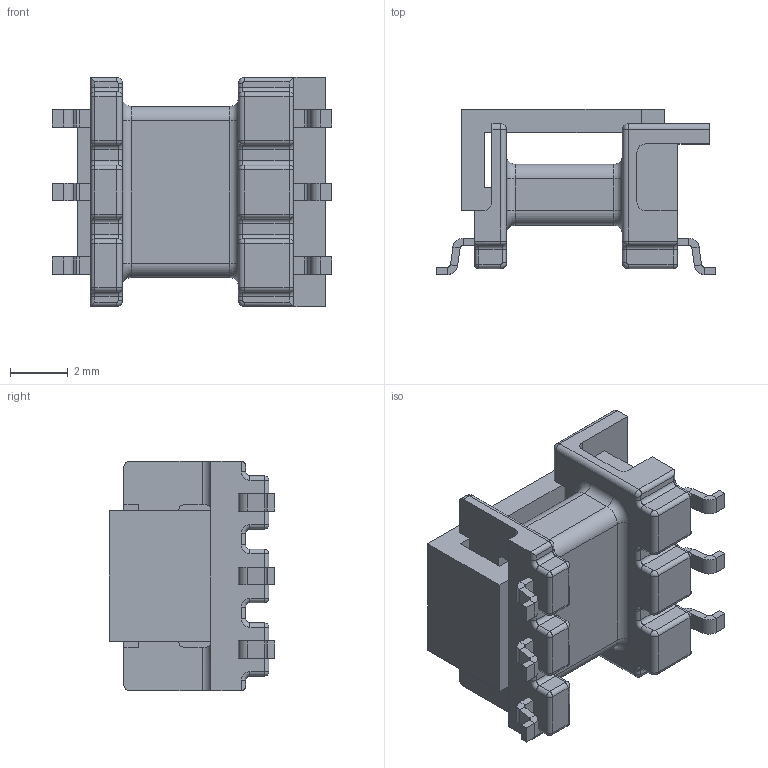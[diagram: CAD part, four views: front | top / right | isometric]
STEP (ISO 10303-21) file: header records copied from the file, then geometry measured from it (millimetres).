
FILE_DESCRIPTION (( 'STEP AP214' ), '1' );
FILE_NAME ('PMT9085NL.STEP', '2021-04-01T00:40:47', ( '' ), ( '' ), 'SwSTEP 2.0', 'SolidWorks 2015', '' );
FILE_SCHEMA (( 'AUTOMOTIVE_DESIGN' ));
Length unit declared in the file: millimetre
Products named in the file (5): Box2; 042-06076.001; PMT9085NL; PMT9085; Box2_2
Assembly tree (4 placements, depth 3):
  PMT9085NL
    042-06076.001
    PMT9085
      Box2
      Box2_2
Bounding box: 9.65 x 5.7 x 7.9 mm (x, y, z)
Volume: 169 mm3; surface area: 594.2 mm2
Topology: 10 solids, 10 shells, 448 faces, 1022 edges, 584 vertices
Faces by surface type: plane 240, cylinder 144, torus 48, sphere 16
Entity records: 13485 total; most frequent: DIRECTION 2238, CARTESIAN_POINT 2068, ORIENTED_EDGE 2012, EDGE_CURVE 1006, AXIS2_PLACEMENT_3D 782, VECTOR 674, LINE 674, VERTEX_POINT 584
